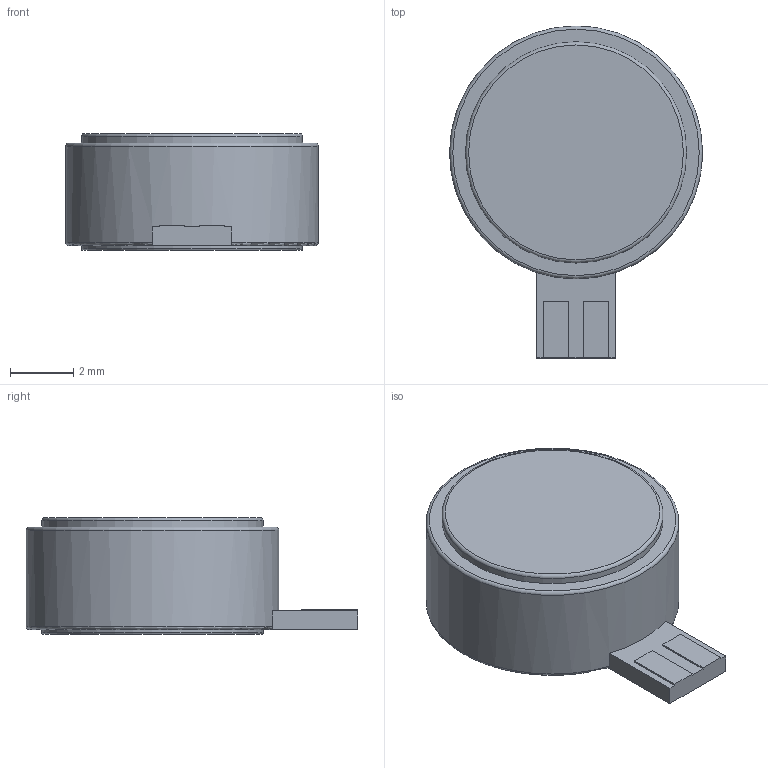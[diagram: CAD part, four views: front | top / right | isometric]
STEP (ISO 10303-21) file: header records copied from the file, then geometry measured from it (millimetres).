
FILE_DESCRIPTION(/* description */ (''),/* implementation_level */ '2;1');
FILE_NAME(/* name */ 'Leader_LD0832AA-0099F.step',/* time_stamp */ '2024-02-27T23:28:02+01:00',/* author */ (''),/* organization */ (''),/* preprocessor_version */ 'ST-DEVELOPER v20',/* originating_system */ 'Autodesk Translation Framework v12.20.1.177',/* authorisation */ '');
FILE_SCHEMA (('AUTOMOTIVE_DESIGN { 1 0 10303 214 3 1 1 }'));
Length unit declared in the file: millimetre
Products named in the file (1): LD0832AA
Bounding box: 8 x 10.5 x 3.7 mm (x, y, z)
Volume: 184.5 mm3; surface area: 205.2 mm2
Topology: 1 solids, 1 shells, 23 faces, 55 edges, 36 vertices
Faces by surface type: plane 16, torus 4, cylinder 3
Full cylindrical faces by diameter (mm): 7 x2, 8 x1
Entity records: 774 total; most frequent: CARTESIAN_POINT 133, DIRECTION 117, ORIENTED_EDGE 110, EDGE_CURVE 55, AXIS2_PLACEMENT_3D 40, LINE 37, VECTOR 37, VERTEX_POINT 36
